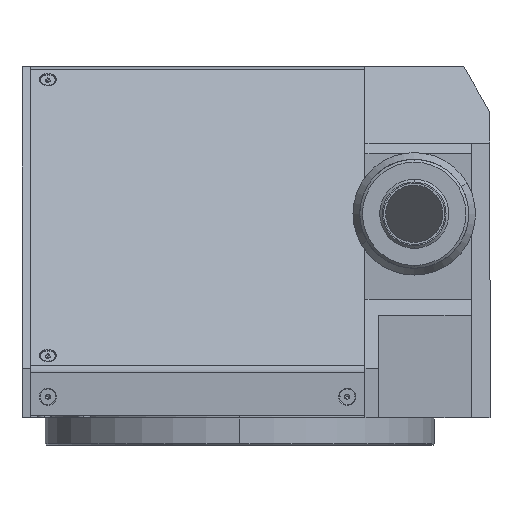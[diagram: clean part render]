
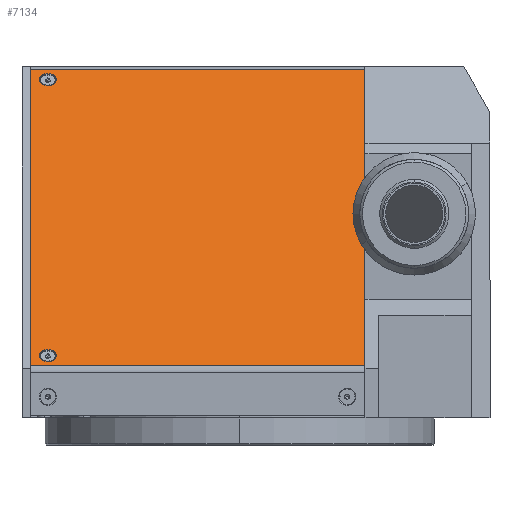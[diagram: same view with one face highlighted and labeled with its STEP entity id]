
A CAD part, left-side view. The second image highlights one B-rep face of the part: STEP entity #7134.
In plain terms, the highlighted planar face has unit normal (-0.707, 0, 0.707).
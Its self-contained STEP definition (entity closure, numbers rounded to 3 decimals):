
#179 = EDGE_CURVE ( 'NONE', #8043, #5491, #16519, .T. ) ;
#190 = CARTESIAN_POINT ( 'NONE',  ( 31.615, 77., 134.828 ) ) ;
#332 = VERTEX_POINT ( 'NONE', #11726 ) ;
#387 = CARTESIAN_POINT ( 'NONE',  ( 25.852, 70.5, 129.066 ) ) ;
#599 = CARTESIAN_POINT ( 'NONE',  ( -77.414, -46., 25.799 ) ) ;
#760 = EDGE_LOOP ( 'NONE', ( #16363, #6030 ) ) ;
#793 = CIRCLE ( 'NONE', #11241, 3.15 ) ;
#797 = CARTESIAN_POINT ( 'NONE',  ( 30.307, 70.5, 133.52 ) ) ;
#1007 = AXIS2_PLACEMENT_3D ( 'NONE', #4170, #2748, #13636 ) ;
#1091 = DIRECTION ( 'NONE',  ( 0.707, 0., 0.707 ) ) ;
#1247 = FACE_BOUND ( 'NONE', #760, .T. ) ;
#1450 = LINE ( 'NONE', #13402, #15779 ) ;
#2289 = EDGE_LOOP ( 'NONE', ( #11380, #9527 ) ) ;
#2584 = DIRECTION ( 'NONE',  ( 0., -1., 0. ) ) ;
#2728 = LINE ( 'NONE', #7946, #4979 ) ;
#2748 = DIRECTION ( 'NONE',  ( -0.707, 0., 0.707 ) ) ;
#2818 = EDGE_CURVE ( 'NONE', #16863, #11460, #1450, .T. ) ;
#3187 = CIRCLE ( 'NONE', #9967, 3.15 ) ;
#3264 = EDGE_CURVE ( 'NONE', #16863, #8043, #6905, .T. ) ;
#3771 = EDGE_CURVE ( 'NONE', #332, #11267, #793, .T. ) ;
#3858 = ORIENTED_EDGE ( 'NONE', *, *, #7468, .F. ) ;
#4170 = CARTESIAN_POINT ( 'NONE',  ( -77.414, 77., 25.799 ) ) ;
#4210 = CARTESIAN_POINT ( 'NONE',  ( 31.615, -46., 134.828 ) ) ;
#4589 = DIRECTION ( 'NONE',  ( -0.707, 0., 0.707 ) ) ;
#4603 = CARTESIAN_POINT ( 'NONE',  ( -76.828, 77., 26.385 ) ) ;
#4979 = VECTOR ( 'NONE', #5292, 1000. ) ;
#5272 = AXIS2_PLACEMENT_3D ( 'NONE', #17458, #5425, #1091 ) ;
#5292 = DIRECTION ( 'NONE',  ( 0., 1., 0. ) ) ;
#5425 = DIRECTION ( 'NONE',  ( -0.707, 0., 0.707 ) ) ;
#5491 = VERTEX_POINT ( 'NONE', #9486 ) ;
#6030 = ORIENTED_EDGE ( 'NONE', *, *, #8265, .F. ) ;
#6156 = ORIENTED_EDGE ( 'NONE', *, *, #179, .F. ) ;
#6230 = DIRECTION ( 'NONE',  ( -0.707, 0., 0.707 ) ) ;
#6905 = LINE ( 'NONE', #190, #10986 ) ;
#6996 = PLANE ( 'NONE',  #1007 ) ;
#7134 = ADVANCED_FACE ( 'NONE', ( #16282, #1247, #9471 ), #6996, .T. ) ;
#7468 = EDGE_CURVE ( 'NONE', #5491, #11460, #2728, .T. ) ;
#7488 = CARTESIAN_POINT ( 'NONE',  ( -73.293, 70.5, 29.92 ) ) ;
#7733 = CARTESIAN_POINT ( 'NONE',  ( 28.08, 70.5, 131.293 ) ) ;
#7946 = CARTESIAN_POINT ( 'NONE',  ( -76.828, 77., 26.385 ) ) ;
#8043 = VERTEX_POINT ( 'NONE', #4210 ) ;
#8150 = EDGE_CURVE ( 'NONE', #15087, #14667, #14327, .T. ) ;
#8265 = EDGE_CURVE ( 'NONE', #14667, #15087, #11772, .T. ) ;
#9471 = FACE_OUTER_BOUND ( 'NONE', #15778, .T. ) ;
#9486 = CARTESIAN_POINT ( 'NONE',  ( -76.828, -46., 26.385 ) ) ;
#9527 = ORIENTED_EDGE ( 'NONE', *, *, #3771, .F. ) ;
#9967 = AXIS2_PLACEMENT_3D ( 'NONE', #7488, #4589, #10147 ) ;
#10147 = DIRECTION ( 'NONE',  ( 0.707, 0., 0.707 ) ) ;
#10929 = AXIS2_PLACEMENT_3D ( 'NONE', #7733, #6230, #11446 ) ;
#10986 = VECTOR ( 'NONE', #2584, 1000. ) ;
#11241 = AXIS2_PLACEMENT_3D ( 'NONE', #16771, #12609, #16942 ) ;
#11267 = VERTEX_POINT ( 'NONE', #12025 ) ;
#11380 = ORIENTED_EDGE ( 'NONE', *, *, #12559, .F. ) ;
#11446 = DIRECTION ( 'NONE',  ( 0.707, 0., 0.707 ) ) ;
#11460 = VERTEX_POINT ( 'NONE', #4603 ) ;
#11726 = CARTESIAN_POINT ( 'NONE',  ( -75.52, 70.5, 27.693 ) ) ;
#11772 = CIRCLE ( 'NONE', #5272, 3.15 ) ;
#12025 = CARTESIAN_POINT ( 'NONE',  ( -71.066, 70.5, 32.148 ) ) ;
#12559 = EDGE_CURVE ( 'NONE', #11267, #332, #3187, .T. ) ;
#12609 = DIRECTION ( 'NONE',  ( -0.707, 0., 0.707 ) ) ;
#12801 = ORIENTED_EDGE ( 'NONE', *, *, #2818, .T. ) ;
#13402 = CARTESIAN_POINT ( 'NONE',  ( -77.414, 77., 25.799 ) ) ;
#13636 = DIRECTION ( 'NONE',  ( 0.707, 0., 0.707 ) ) ;
#14269 = CARTESIAN_POINT ( 'NONE',  ( 31.615, 77., 134.828 ) ) ;
#14327 = CIRCLE ( 'NONE', #10929, 3.15 ) ;
#14667 = VERTEX_POINT ( 'NONE', #387 ) ;
#15087 = VERTEX_POINT ( 'NONE', #797 ) ;
#15161 = ORIENTED_EDGE ( 'NONE', *, *, #3264, .F. ) ;
#15195 = DIRECTION ( 'NONE',  ( -0.707, 0., -0.707 ) ) ;
#15391 = VECTOR ( 'NONE', #15195, 1000. ) ;
#15778 = EDGE_LOOP ( 'NONE', ( #6156, #15161, #12801, #3858 ) ) ;
#15779 = VECTOR ( 'NONE', #16049, 1000. ) ;
#16049 = DIRECTION ( 'NONE',  ( -0.707, 0., -0.707 ) ) ;
#16282 = FACE_BOUND ( 'NONE', #2289, .T. ) ;
#16363 = ORIENTED_EDGE ( 'NONE', *, *, #8150, .F. ) ;
#16519 = LINE ( 'NONE', #599, #15391 ) ;
#16771 = CARTESIAN_POINT ( 'NONE',  ( -73.293, 70.5, 29.92 ) ) ;
#16863 = VERTEX_POINT ( 'NONE', #14269 ) ;
#16942 = DIRECTION ( 'NONE',  ( 0.707, 0., 0.707 ) ) ;
#17458 = CARTESIAN_POINT ( 'NONE',  ( 28.08, 70.5, 131.293 ) ) ;
